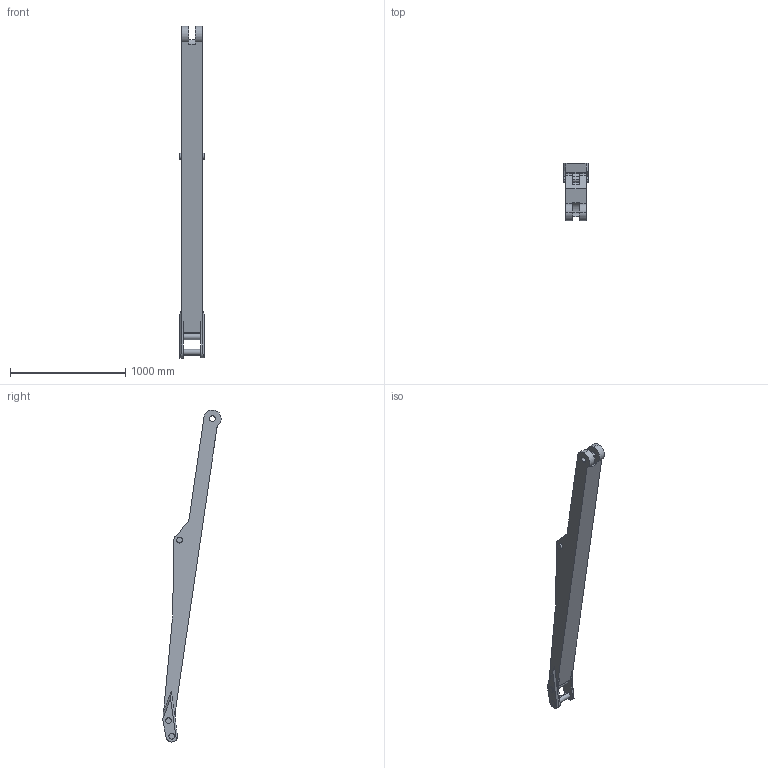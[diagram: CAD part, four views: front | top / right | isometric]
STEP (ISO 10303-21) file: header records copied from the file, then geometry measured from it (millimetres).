
FILE_DESCRIPTION (( 'STEP AP203' ), '1' );
FILE_NAME ('臂二_默认_sldprt.STEP', '2024-04-30T10:36:05', ( '' ), ( '' ), 'SwSTEP 2.0', 'SolidWorks 2022', '' );
FILE_SCHEMA (( 'CONFIG_CONTROL_DESIGN' ));
Length unit declared in the file: millimetre
Products named in the file (1): 臂二_默认_sldprt
Bounding box: 223 x 505.83 x 2883 mm (x, y, z)
Volume: 68680280.4 mm3; surface area: 2014020.3 mm2
Topology: 1 solids, 1 shells, 72 faces, 190 edges, 126 vertices
Faces by surface type: cylinder 39, plane 33
Entity records: 2353 total; most frequent: DIRECTION 412, CARTESIAN_POINT 395, ORIENTED_EDGE 380, EDGE_CURVE 190, AXIS2_PLACEMENT_3D 151, VERTEX_POINT 126, LINE 110, VECTOR 110
